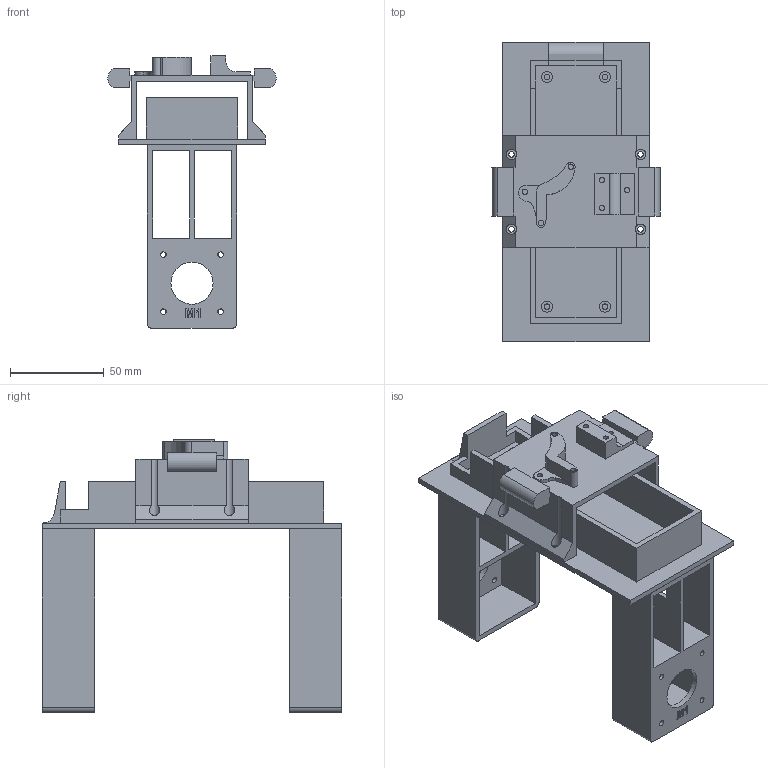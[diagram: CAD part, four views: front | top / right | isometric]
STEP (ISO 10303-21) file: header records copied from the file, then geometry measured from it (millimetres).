
FILE_DESCRIPTION(/* description */ (''),/* implementation_level */ '2;1');
FILE_NAME(/* name */ 'SABR TEST PLATFORM.step',/* time_stamp */ '2026-02-27T09:16:10+01:00',/* author */ (''),/* organization */ (''),/* preprocessor_version */ 'ST-DEVELOPER v20.1',/* originating_system */ 'Autodesk Translation Framework v14.24.0.0',/* authorisation */ '');
FILE_SCHEMA (('AUTOMOTIVE_DESIGN { 1 0 10303 214 3 1 1 }'));
Length unit declared in the file: millimetre
Products named in the file (7): SABR TEST PLATFORM; M1 MOUNT ; M2 MOUNT ; Battery Mount ; Circuit Mount; lm2596 mount; mpu6050 mount 
Assembly tree (6 placements, depth 2):
  SABR TEST PLATFORM
    M1 MOUNT 
    M2 MOUNT 
    Battery Mount 
    Circuit Mount
    lm2596 mount
    mpu6050 mount 
Bounding box: 89.96 x 160 x 145.6 mm (x, y, z)
Volume: 164297.7 mm3; surface area: 115210.1 mm2
Topology: 6 solids, 6 shells, 249 faces, 677 edges, 451 vertices
Faces by surface type: plane 165, cylinder 61, bspline 23
Full cylindrical faces by diameter (mm): 2.9 x6, 3 x18, 3.01 x8, 5.5 x4, 6 x4, 22.5 x2
Entity records: 8417 total; most frequent: CARTESIAN_POINT 1781, ORIENTED_EDGE 1354, DIRECTION 1240, EDGE_CURVE 677, LINE 500, VECTOR 500, VERTEX_POINT 451, AXIS2_PLACEMENT_3D 370
